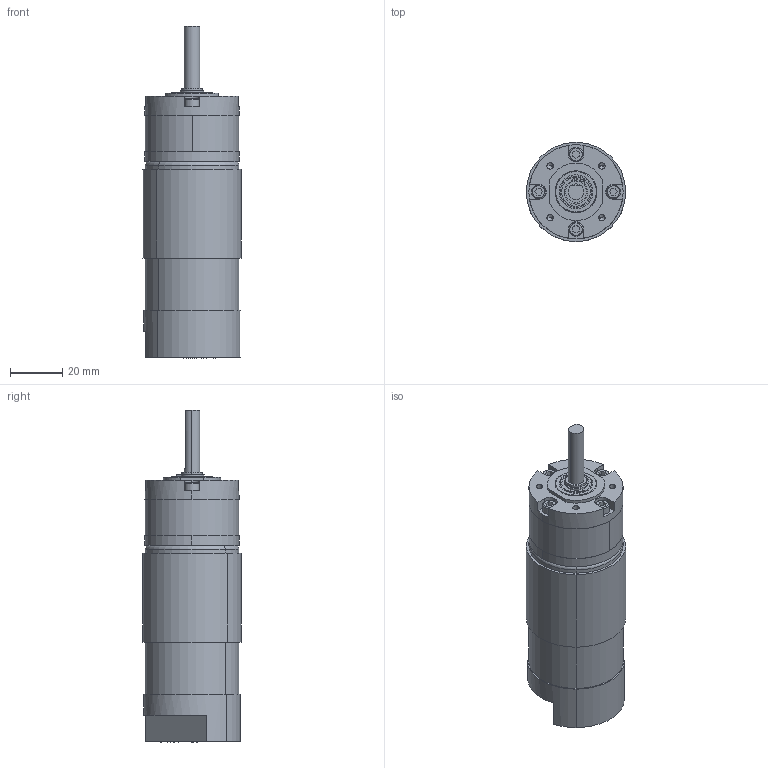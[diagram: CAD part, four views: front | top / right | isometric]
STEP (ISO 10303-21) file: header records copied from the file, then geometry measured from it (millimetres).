
FILE_DESCRIPTION (( 'STEP AP214' ), '1' );
FILE_NAME ('am-3461a NeveRest Orbital 3.7 Gearmotor.STEP', '2022-06-15T19:15:33', ( '' ), ( '' ), 'SwSTEP 2.0', 'SolidWorks 2021', '' );
FILE_SCHEMA (( 'AUTOMOTIVE_DESIGN' ));
Length unit declared in the file: inch
Products named in the file (8): am-3461a NeveRest Orbital 3.7 Gearmotor; SHCS M3 x 16mm; NeveRest 4 Gearbox Assembly; 97633A150_BLACK-FINISH STEEL EXTERNAL RETAINING RING_97633A150_grv; 7804K117_STAINLESS STEEL BALL BEARING_7804K117; Shim; am-3104 NeveRest Motor; NeveRest 4 Gearbox
Assembly tree (10 placements, depth 3):
  am-3461a NeveRest Orbital 3.7 Gearmotor
    NeveRest 4 Gearbox Assembly
      NeveRest 4 Gearbox
      SHCS M3 x 16mm  x4
      7804K117_STAINLESS STEEL BALL BEARING_7804K117
      97633A150_BLACK-FINISH STEEL EXTERNAL RETAINING RING_97633A150_grv
      Shim
      am-3104 NeveRest Motor
Bounding box: 37.86 x 37.86 x 127.04 mm (x, y, z)
Volume: 103684.3 mm3; surface area: 21761 mm2
Topology: 24 solids, 24 shells, 599 faces, 1506 edges, 982 vertices
Faces by surface type: plane 268, bspline 126, cylinder 125, cone 44, sphere 24, torus 12
Entity records: 27861 total; most frequent: CARTESIAN_POINT 10583, ORIENTED_EDGE 2616, DIRECTION 2206, EDGE_CURVE 1308, VERTEX_POINT 868, VECTOR 760, LINE 760, AXIS2_PLACEMENT_3D 723
